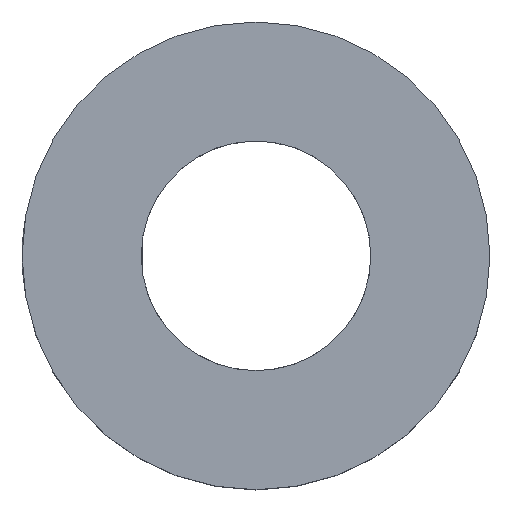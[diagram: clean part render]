
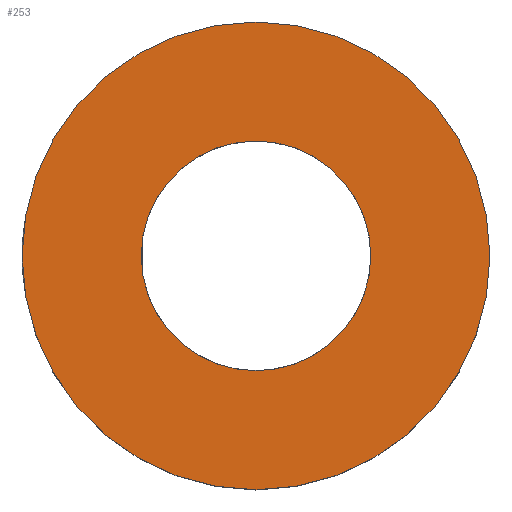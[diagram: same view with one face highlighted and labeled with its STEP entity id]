
A CAD part, top view. The second image highlights one B-rep face of the part: STEP entity #253.
In plain terms, the highlighted planar face has unit normal (0, 0, 1).
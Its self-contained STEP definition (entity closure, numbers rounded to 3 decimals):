
#17=FACE_BOUND('',#57,.T.);
#26=PLANE('',#294);
#40=FACE_OUTER_BOUND('',#56,.T.);
#56=EDGE_LOOP('',(#232));
#57=EDGE_LOOP('',(#233));
#109=CIRCLE('',#290,16.2);
#110=CIRCLE('',#292,33.);
#131=VERTEX_POINT('',#464);
#132=VERTEX_POINT('',#468);
#162=EDGE_CURVE('',#131,#131,#109,.T.);
#164=EDGE_CURVE('',#132,#132,#110,.T.);
#232=ORIENTED_EDGE('',*,*,#164,.T.);
#233=ORIENTED_EDGE('',*,*,#162,.T.);
#253=ADVANCED_FACE('',(#40,#17),#26,.T.);
#290=AXIS2_PLACEMENT_3D('',#465,#355,#356);
#292=AXIS2_PLACEMENT_3D('',#469,#360,#361);
#294=AXIS2_PLACEMENT_3D('',#474,#366,#367);
#355=DIRECTION('center_axis',(0.,0.,-1.));
#356=DIRECTION('ref_axis',(1.,0.,0.));
#360=DIRECTION('center_axis',(0.,0.,1.));
#361=DIRECTION('ref_axis',(1.,0.,0.));
#366=DIRECTION('center_axis',(0.,0.,1.));
#367=DIRECTION('ref_axis',(1.,0.,0.));
#464=CARTESIAN_POINT('',(-16.2,0.,17.));
#465=CARTESIAN_POINT('Origin',(0.,0.,17.));
#468=CARTESIAN_POINT('',(-33.,0.,17.));
#469=CARTESIAN_POINT('Origin',(0.,0.,17.));
#474=CARTESIAN_POINT('Origin',(0.,0.,17.));
